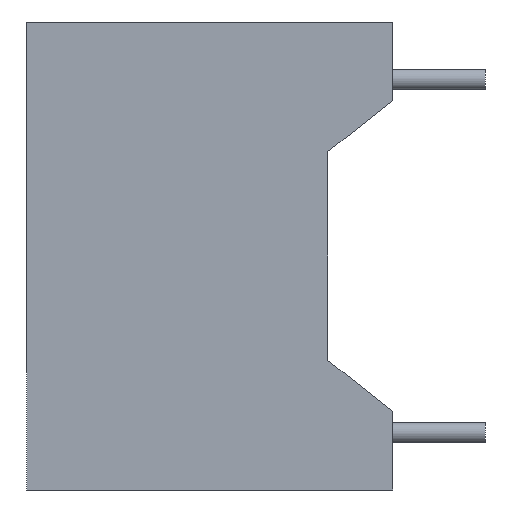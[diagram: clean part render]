
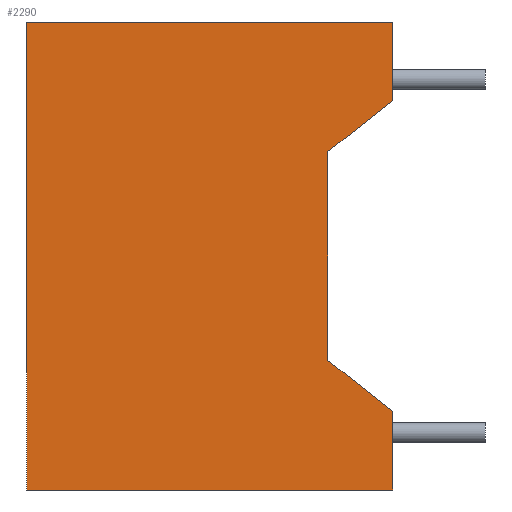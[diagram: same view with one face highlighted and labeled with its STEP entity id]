
A CAD part, left-side view. The second image highlights one B-rep face of the part: STEP entity #2290.
In plain terms, the highlighted planar face has unit normal (-1, 0, 0).
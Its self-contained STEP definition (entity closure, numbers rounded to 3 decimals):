
#1758 = VERTEX_POINT('',#1759);
#1759 = CARTESIAN_POINT('',(-12.75,7.9,5.05));
#1765 = EDGE_CURVE('',#1766,#1758,#1768,.T.);
#1766 = VERTEX_POINT('',#1767);
#1767 = CARTESIAN_POINT('',(-12.75,0.,5.05));
#1768 = LINE('',#1769,#1770);
#1769 = CARTESIAN_POINT('',(-12.75,1.4,5.05));
#1770 = VECTOR('',#1771,1.);
#1771 = DIRECTION('',(0.,1.,0.));
#1855 = VERTEX_POINT('',#1856);
#1856 = CARTESIAN_POINT('',(-12.75,1.4,2.25));
#1862 = EDGE_CURVE('',#1855,#1863,#1865,.T.);
#1863 = VERTEX_POINT('',#1864);
#1864 = CARTESIAN_POINT('',(-12.75,1.4,-2.25));
#1865 = LINE('',#1866,#1867);
#1866 = CARTESIAN_POINT('',(-12.75,1.4,5.05));
#1867 = VECTOR('',#1868,1.);
#1868 = DIRECTION('',(0.,0.,-1.));
#1933 = EDGE_CURVE('',#1934,#1855,#1936,.T.);
#1934 = VERTEX_POINT('',#1935);
#1935 = CARTESIAN_POINT('',(-12.75,0.,3.35));
#1936 = LINE('',#1937,#1938);
#1937 = CARTESIAN_POINT('',(-12.75,0.,3.35));
#1938 = VECTOR('',#1939,1.);
#1939 = DIRECTION('',(0.,0.786,-0.618));
#2003 = EDGE_CURVE('',#1766,#1934,#2004,.T.);
#2004 = LINE('',#2005,#2006);
#2005 = CARTESIAN_POINT('',(-12.75,0.,5.05));
#2006 = VECTOR('',#2007,1.);
#2007 = DIRECTION('',(0.,0.,-1.));
#2036 = EDGE_CURVE('',#2037,#1863,#2039,.T.);
#2037 = VERTEX_POINT('',#2038);
#2038 = CARTESIAN_POINT('',(-12.75,0.,-3.35));
#2039 = LINE('',#2040,#2041);
#2040 = CARTESIAN_POINT('',(-12.75,0.,-3.35));
#2041 = VECTOR('',#2042,1.);
#2042 = DIRECTION('',(0.,0.786,0.618));
#2116 = VERTEX_POINT('',#2117);
#2117 = CARTESIAN_POINT('',(-12.75,0.,-5.05));
#2134 = EDGE_CURVE('',#2116,#2037,#2135,.T.);
#2135 = LINE('',#2136,#2137);
#2136 = CARTESIAN_POINT('',(-12.75,0.,-5.05));
#2137 = VECTOR('',#2138,1.);
#2138 = DIRECTION('',(0.,0.,1.));
#2163 = EDGE_CURVE('',#2164,#2116,#2166,.T.);
#2164 = VERTEX_POINT('',#2165);
#2165 = CARTESIAN_POINT('',(-12.75,7.9,-5.05));
#2166 = LINE('',#2167,#2168);
#2167 = CARTESIAN_POINT('',(-12.75,1.4,-5.05));
#2168 = VECTOR('',#2169,1.);
#2169 = DIRECTION('',(0.,-1.,0.));
#2290 = ADVANCED_FACE('',(#2291),#2306,.T.);
#2291 = FACE_BOUND('',#2292,.T.);
#2292 = EDGE_LOOP('',(#2293,#2294,#2300,#2301,#2302,#2303,#2304,#2305));
#2293 = ORIENTED_EDGE('',*,*,#1765,.T.);
#2294 = ORIENTED_EDGE('',*,*,#2295,.F.);
#2295 = EDGE_CURVE('',#2164,#1758,#2296,.T.);
#2296 = LINE('',#2297,#2298);
#2297 = CARTESIAN_POINT('',(-12.75,7.9,5.05));
#2298 = VECTOR('',#2299,1.);
#2299 = DIRECTION('',(0.,0.,1.));
#2300 = ORIENTED_EDGE('',*,*,#2163,.T.);
#2301 = ORIENTED_EDGE('',*,*,#2134,.T.);
#2302 = ORIENTED_EDGE('',*,*,#2036,.T.);
#2303 = ORIENTED_EDGE('',*,*,#1862,.F.);
#2304 = ORIENTED_EDGE('',*,*,#1933,.F.);
#2305 = ORIENTED_EDGE('',*,*,#2003,.F.);
#2306 = PLANE('',#2307);
#2307 = AXIS2_PLACEMENT_3D('',#2308,#2309,#2310);
#2308 = CARTESIAN_POINT('',(-12.75,1.4,-5.05));
#2309 = DIRECTION('',(-1.,0.,0.));
#2310 = DIRECTION('',(0.,0.,1.));
